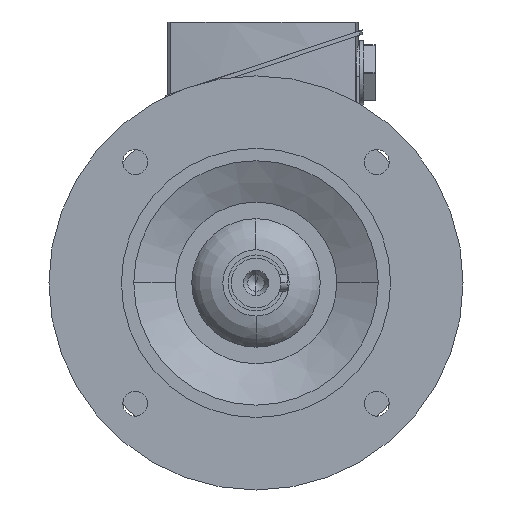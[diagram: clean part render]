
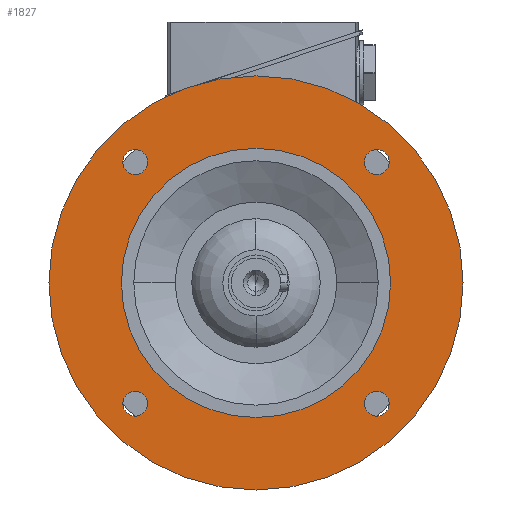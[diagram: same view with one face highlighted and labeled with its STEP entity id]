
A CAD part, left-side view. The second image highlights one B-rep face of the part: STEP entity #1827.
In plain terms, the highlighted planar face has unit normal (-1, 0, 0).
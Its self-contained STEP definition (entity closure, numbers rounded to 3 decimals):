
#1827=ADVANCED_FACE('',(#3681,#3682,#3683,#3684,#3685,#3686),#3687,.T.);
#3681=FACE_BOUND('',#5532,.T.);
#3682=FACE_BOUND('',#5533,.T.);
#3683=FACE_BOUND('',#5534,.T.);
#3684=FACE_BOUND('',#5535,.T.);
#3685=FACE_OUTER_BOUND('',#5536,.T.);
#3686=FACE_BOUND('',#5537,.T.);
#3687=PLANE('',#5538);
#5532=EDGE_LOOP('',(#11309,#11310));
#5533=EDGE_LOOP('',(#11311,#11312));
#5534=EDGE_LOOP('',(#11313,#11314));
#5535=EDGE_LOOP('',(#11315,#11316));
#5536=EDGE_LOOP('',(#11317,#11318));
#5537=EDGE_LOOP('',(#11319,#11320));
#5538=AXIS2_PLACEMENT_3D('',#11321,#11322,#11323);
#11309=ORIENTED_EDGE('',*,*,#13561,.T.);
#11310=ORIENTED_EDGE('',*,*,#11382,.T.);
#11311=ORIENTED_EDGE('',*,*,#13564,.T.);
#11312=ORIENTED_EDGE('',*,*,#11377,.T.);
#11313=ORIENTED_EDGE('',*,*,#13567,.T.);
#11314=ORIENTED_EDGE('',*,*,#11372,.T.);
#11315=ORIENTED_EDGE('',*,*,#13570,.T.);
#11316=ORIENTED_EDGE('',*,*,#11367,.T.);
#11317=ORIENTED_EDGE('',*,*,#11335,.F.);
#11318=ORIENTED_EDGE('',*,*,#13623,.F.);
#11319=ORIENTED_EDGE('',*,*,#11342,.T.);
#11320=ORIENTED_EDGE('',*,*,#13621,.T.);
#11321=CARTESIAN_POINT('',(-34.5,82.5,0.0));
#11322=DIRECTION('',(-1.0,0.0,0.0));
#11323=DIRECTION('',(0.0,-1.0,0.0));
#11335=EDGE_CURVE('',#13627,#13630,#13631,.T.);
#11342=EDGE_CURVE('',#13637,#13641,#13643,.T.);
#11367=EDGE_CURVE('',#13687,#13684,#13688,.T.);
#11372=EDGE_CURVE('',#13696,#13693,#13697,.T.);
#11377=EDGE_CURVE('',#13705,#13702,#13706,.T.);
#11382=EDGE_CURVE('',#13714,#13711,#13715,.T.);
#13561=EDGE_CURVE('',#13711,#13714,#16962,.T.);
#13564=EDGE_CURVE('',#13702,#13705,#16965,.T.);
#13567=EDGE_CURVE('',#13693,#13696,#16968,.T.);
#13570=EDGE_CURVE('',#13684,#13687,#16971,.T.);
#13621=EDGE_CURVE('',#13641,#13637,#17033,.T.);
#13623=EDGE_CURVE('',#13630,#13627,#17035,.T.);
#13627=VERTEX_POINT('',#17039);
#13630=VERTEX_POINT('',#17043);
#13631=CIRCLE('',#17044,100.0);
#13637=VERTEX_POINT('',#17051);
#13641=VERTEX_POINT('',#17056);
#13643=CIRCLE('',#17059,65.0);
#13684=VERTEX_POINT('',#17109);
#13687=VERTEX_POINT('',#17113);
#13688=CIRCLE('',#17114,6.0);
#13693=VERTEX_POINT('',#17120);
#13696=VERTEX_POINT('',#17124);
#13697=CIRCLE('',#17125,6.0);
#13702=VERTEX_POINT('',#17131);
#13705=VERTEX_POINT('',#17135);
#13706=CIRCLE('',#17136,6.0);
#13711=VERTEX_POINT('',#17142);
#13714=VERTEX_POINT('',#17146);
#13715=CIRCLE('',#17147,6.0);
#16962=CIRCLE('',#22881,6.0);
#16965=CIRCLE('',#22884,6.0);
#16968=CIRCLE('',#22887,6.0);
#16971=CIRCLE('',#22890,6.0);
#17033=CIRCLE('',#22992,65.0);
#17035=CIRCLE('',#22994,100.0);
#17039=CARTESIAN_POINT('',(-34.5,100.0,0.0));
#17043=CARTESIAN_POINT('',(-34.5,-100.0,0.));
#17044=AXIS2_PLACEMENT_3D('',#22998,#22999,#23000);
#17051=CARTESIAN_POINT('',(-34.5,65.0,0.0));
#17056=CARTESIAN_POINT('',(-34.5,-65.0,0.));
#17059=AXIS2_PLACEMENT_3D('',#23010,#23011,#23012);
#17109=CARTESIAN_POINT('',(-34.5,-62.579,62.579));
#17113=CARTESIAN_POINT('',(-34.5,-54.094,54.094));
#17114=AXIS2_PLACEMENT_3D('',#23057,#23058,#23059);
#17120=CARTESIAN_POINT('',(-34.5,62.579,62.579));
#17124=CARTESIAN_POINT('',(-34.5,54.094,54.094));
#17125=AXIS2_PLACEMENT_3D('',#23065,#23066,#23067);
#17131=CARTESIAN_POINT('',(-34.5,62.579,-62.579));
#17135=CARTESIAN_POINT('',(-34.5,54.094,-54.094));
#17136=AXIS2_PLACEMENT_3D('',#23073,#23074,#23075);
#17142=CARTESIAN_POINT('',(-34.5,-62.579,-62.579));
#17146=CARTESIAN_POINT('',(-34.5,-54.094,-54.094));
#17147=AXIS2_PLACEMENT_3D('',#23081,#23082,#23083);
#22881=AXIS2_PLACEMENT_3D('',#25557,#25558,#25559);
#22884=AXIS2_PLACEMENT_3D('',#25563,#25564,#25565);
#22887=AXIS2_PLACEMENT_3D('',#25569,#25570,#25571);
#22890=AXIS2_PLACEMENT_3D('',#25575,#25576,#25577);
#22992=AXIS2_PLACEMENT_3D('',#25623,#25624,#25625);
#22994=AXIS2_PLACEMENT_3D('',#25626,#25627,#25628);
#22998=CARTESIAN_POINT('',(-34.5,0.0,0.0));
#22999=DIRECTION('',(1.0,0.0,0.0));
#23000=DIRECTION('',(0.0,1.0,0.0));
#23010=CARTESIAN_POINT('',(-34.5,0.0,0.0));
#23011=DIRECTION('',(1.0,0.0,0.0));
#23012=DIRECTION('',(0.0,1.0,0.0));
#23057=CARTESIAN_POINT('',(-34.5,-58.336,58.336));
#23058=DIRECTION('',(1.0,0.0,-0.0));
#23059=DIRECTION('',(0.0,-0.707,0.707));
#23065=CARTESIAN_POINT('',(-34.5,58.336,58.336));
#23066=DIRECTION('',(1.0,0.0,-0.0));
#23067=DIRECTION('',(0.0,0.707,0.707));
#23073=CARTESIAN_POINT('',(-34.5,58.336,-58.336));
#23074=DIRECTION('',(1.0,-0.0,0.0));
#23075=DIRECTION('',(0.0,0.707,-0.707));
#23081=CARTESIAN_POINT('',(-34.5,-58.336,-58.336));
#23082=DIRECTION('',(1.0,0.0,0.0));
#23083=DIRECTION('',(0.0,-0.707,-0.707));
#25557=CARTESIAN_POINT('',(-34.5,-58.336,-58.336));
#25558=DIRECTION('',(1.0,0.0,0.0));
#25559=DIRECTION('',(0.0,-0.707,-0.707));
#25563=CARTESIAN_POINT('',(-34.5,58.336,-58.336));
#25564=DIRECTION('',(1.0,-0.0,0.0));
#25565=DIRECTION('',(0.0,0.707,-0.707));
#25569=CARTESIAN_POINT('',(-34.5,58.336,58.336));
#25570=DIRECTION('',(1.0,0.0,-0.0));
#25571=DIRECTION('',(0.0,0.707,0.707));
#25575=CARTESIAN_POINT('',(-34.5,-58.336,58.336));
#25576=DIRECTION('',(1.0,0.0,-0.0));
#25577=DIRECTION('',(0.0,-0.707,0.707));
#25623=CARTESIAN_POINT('',(-34.5,0.0,0.0));
#25624=DIRECTION('',(1.0,0.0,0.0));
#25625=DIRECTION('',(0.0,1.0,0.0));
#25626=CARTESIAN_POINT('',(-34.5,0.0,0.0));
#25627=DIRECTION('',(1.0,0.0,0.0));
#25628=DIRECTION('',(0.0,1.0,0.0));
